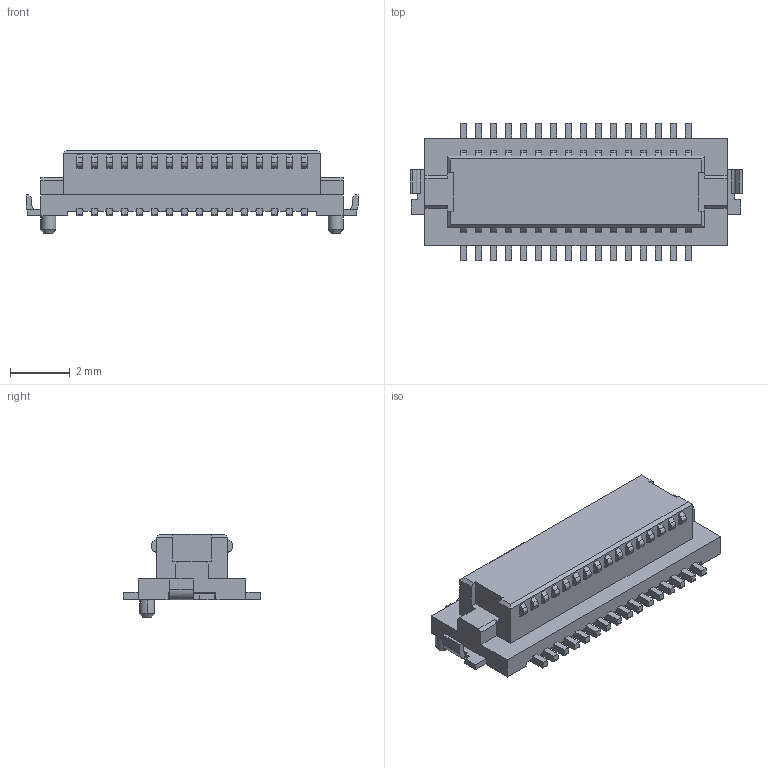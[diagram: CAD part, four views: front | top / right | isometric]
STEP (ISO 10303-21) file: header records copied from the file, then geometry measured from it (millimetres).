
FILE_DESCRIPTION(('CoCreate Modeling STEP Export'),'2;1');
FILE_NAME('DF12(3.0)-32DS-0.5V.stp','2014-03-27T13:16:54',(''),(''),'CoCreate Modeling STEP processor for AP214 (Solid Model)','CoCreate Modeling 17.0 01-Apr-2010 (C) Parametric Technology GmbH','');
FILE_SCHEMA(('AUTOMOTIVE_DESIGN { 1 0 10303 214 1 1 1 1 }'));
Length unit declared in the file: millimetre
Products named in the file (1): DF12(3.0)-32DS-0.5V
Bounding box: 11.1 x 4.6 x 2.8 mm (x, y, z)
Volume: 54.3 mm3; surface area: 169 mm2
Topology: 1 solids, 1 shells, 942 faces, 2690 edges, 1784 vertices
Faces by surface type: plane 766, cylinder 172, cone 4
Entity records: 29216 total; most frequent: ORIENTED_EDGE 5380, CARTESIAN_POINT 5171, DIRECTION 4498, EDGE_CURVE 2690, VECTOR 2276, LINE 2276, VERTEX_POINT 1784, AXIS2_PLACEMENT_3D 1111
